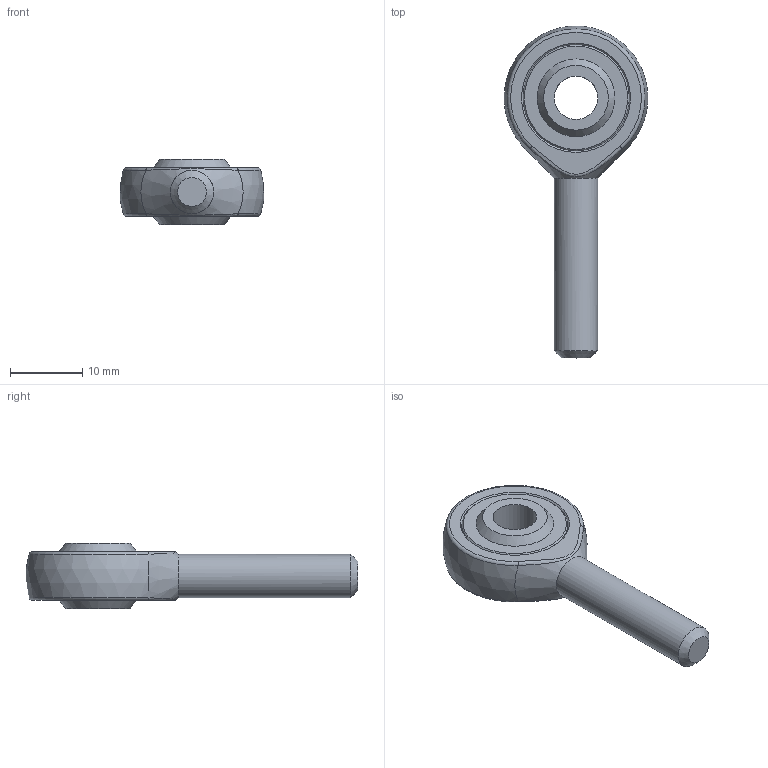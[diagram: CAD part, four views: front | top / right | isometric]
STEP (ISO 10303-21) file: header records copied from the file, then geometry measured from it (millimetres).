
FILE_DESCRIPTION (( 'STEP AP214' ), '1' );
FILE_NAME ('73.01.04.0002L.step', '2021-04-02T17:52:04', ( '' ), ( '' ), 'SwSTEP 2.0', 'SolidWorks 2021', '' );
FILE_SCHEMA (( 'AUTOMOTIVE_DESIGN' ));
Length unit declared in the file: millimetre
Products named in the file (1): 73.01.04.0002L
Bounding box: 19.89 x 45.95 x 9 mm (x, y, z)
Volume: 2727.1 mm3; surface area: 2745.8 mm2
Topology: 3 solids, 3 shells, 24 faces, 52 edges, 34 vertices
Faces by surface type: plane 7, cone 6, cylinder 4, sphere 3, torus 2, bspline 2
Full cylindrical faces by diameter (mm): 6 x2, 14.7 x2
Entity records: 864 total; most frequent: CARTESIAN_POINT 371, DIRECTION 100, ORIENTED_EDGE 62, AXIS2_PLACEMENT_3D 50, EDGE_LOOP 42, EDGE_CURVE 31, CIRCLE 27, FACE_OUTER_BOUND 26
